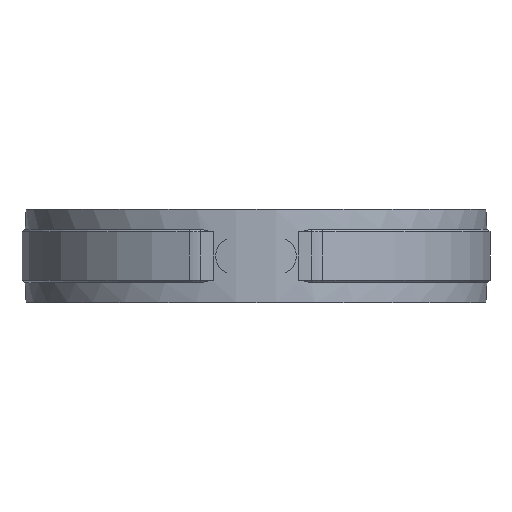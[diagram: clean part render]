
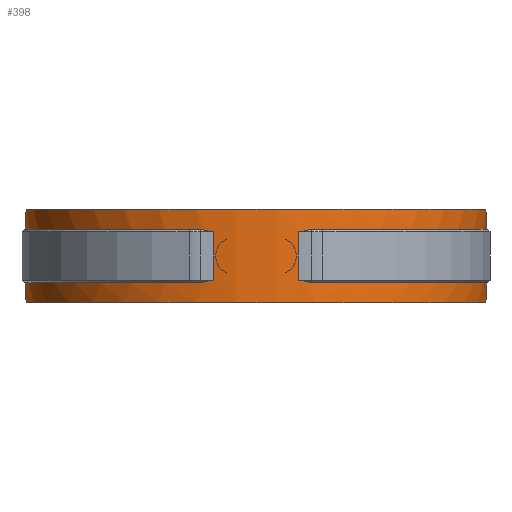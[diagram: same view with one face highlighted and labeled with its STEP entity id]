
A CAD part, front view. The second image highlights one B-rep face of the part: STEP entity #398.
In plain terms, the highlighted cylindrical face has radius 86 mm (diameter 172 mm), a partial arc.
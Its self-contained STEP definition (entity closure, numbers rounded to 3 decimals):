
#398 = ADVANCED_FACE( '', ( #656 ), #657, .T. );
#656 = FACE_OUTER_BOUND( '', #1737, .T. );
#657 = CYLINDRICAL_SURFACE( '', #1738, 86. );
#1737 = EDGE_LOOP( '', ( #4030, #4031, #4032, #4033, #4034, #4035, #4036, #4037, #4038, #4039, #4040, #4041, #4042, #4043, #4044, #4045 ) );
#1738 = AXIS2_PLACEMENT_3D( '', #4046, #4047, #4048 );
#4030 = ORIENTED_EDGE( '', *, *, #4817, .T. );
#4031 = ORIENTED_EDGE( '', *, *, #4818, .T. );
#4032 = ORIENTED_EDGE( '', *, *, #4819, .T. );
#4033 = ORIENTED_EDGE( '', *, *, #4820, .T. );
#4034 = ORIENTED_EDGE( '', *, *, #4821, .T. );
#4035 = ORIENTED_EDGE( '', *, *, #4822, .F. );
#4036 = ORIENTED_EDGE( '', *, *, #4823, .T. );
#4037 = ORIENTED_EDGE( '', *, *, #4824, .F. );
#4038 = ORIENTED_EDGE( '', *, *, #4825, .F. );
#4039 = ORIENTED_EDGE( '', *, *, #4826, .T. );
#4040 = ORIENTED_EDGE( '', *, *, #4827, .T. );
#4041 = ORIENTED_EDGE( '', *, *, #4828, .F. );
#4042 = ORIENTED_EDGE( '', *, *, #4829, .T. );
#4043 = ORIENTED_EDGE( '', *, *, #4830, .F. );
#4044 = ORIENTED_EDGE( '', *, *, #4831, .F. );
#4045 = ORIENTED_EDGE( '', *, *, #4832, .T. );
#4046 = CARTESIAN_POINT( '', ( 0., 0., -33.5 ) );
#4047 = DIRECTION( '', ( 0., 0., -1. ) );
#4048 = DIRECTION( '', ( 0., 1., 0. ) );
#4817 = EDGE_CURVE( '', #5360, #5361, #5362, .T. );
#4818 = EDGE_CURVE( '', #5361, #5363, #5364, .T. );
#4819 = EDGE_CURVE( '', #5363, #5365, #5366, .T. );
#4820 = EDGE_CURVE( '', #5365, #5367, #5368, .T. );
#4821 = EDGE_CURVE( '', #5367, #5369, #5370, .F. );
#4822 = EDGE_CURVE( '', #5371, #5369, #5372, .T. );
#4823 = EDGE_CURVE( '', #5371, #5373, #5374, .T. );
#4824 = EDGE_CURVE( '', #5375, #5373, #5376, .T. );
#4825 = EDGE_CURVE( '', #5377, #5375, #5378, .T. );
#4826 = EDGE_CURVE( '', #5377, #5379, #5380, .T. );
#4827 = EDGE_CURVE( '', #5379, #5381, #5382, .F. );
#4828 = EDGE_CURVE( '', #5383, #5381, #5384, .T. );
#4829 = EDGE_CURVE( '', #5383, #5385, #5386, .T. );
#4830 = EDGE_CURVE( '', #5387, #5385, #5388, .T. );
#4831 = EDGE_CURVE( '', #5389, #5387, #5390, .T. );
#4832 = EDGE_CURVE( '', #5389, #5360, #5391, .T. );
#5360 = VERTEX_POINT( '', #8154 );
#5361 = VERTEX_POINT( '', #8155 );
#5362 = LINE( '', #8156, #8157 );
#5363 = VERTEX_POINT( '', #8158 );
#5364 = CIRCLE( '', #8159, 86. );
#5365 = VERTEX_POINT( '', #8160 );
#5366 = ELLIPSE( '', #8161, 121.622, 86. );
#5367 = VERTEX_POINT( '', #8162 );
#5368 = LINE( '', #8163, #8164 );
#5369 = VERTEX_POINT( '', #8165 );
#5370 = ELLIPSE( '', #8166, 121.622, 86. );
#5371 = VERTEX_POINT( '', #8167 );
#5372 = CIRCLE( '', #8168, 86. );
#5373 = VERTEX_POINT( '', #8169 );
#5374 = LINE( '', #8170, #8171 );
#5375 = VERTEX_POINT( '', #8172 );
#5376 = CIRCLE( '', #8173, 86. );
#5377 = VERTEX_POINT( '', #8174 );
#5378 = LINE( '', #8175, #8176 );
#5379 = VERTEX_POINT( '', #8177 );
#5380 = CIRCLE( '', #8178, 86. );
#5381 = VERTEX_POINT( '', #8179 );
#5382 = ELLIPSE( '', #8180, 121.622, 86. );
#5383 = VERTEX_POINT( '', #8181 );
#5384 = LINE( '', #8182, #8183 );
#5385 = VERTEX_POINT( '', #8184 );
#5386 = ELLIPSE( '', #8185, 121.622, 86. );
#5387 = VERTEX_POINT( '', #8186 );
#5388 = CIRCLE( '', #8187, 86. );
#5389 = VERTEX_POINT( '', #8188 );
#5390 = LINE( '', #8189, #8190 );
#5391 = CIRCLE( '', #8191, 86. );
#8154 = CARTESIAN_POINT( '', ( 8.4, 85.589, -33.5 ) );
#8155 = CARTESIAN_POINT( '', ( 8.4, 85.589, -26. ) );
#8156 = CARTESIAN_POINT( '', ( 8.4, 85.589, -33.5 ) );
#8157 = VECTOR( '', #8853, 1000. );
#8158 = CARTESIAN_POINT( '', ( 20.585, -83.5, -26. ) );
#8159 = AXIS2_PLACEMENT_3D( '', #8854, #8855, #8856 );
#8160 = CARTESIAN_POINT( '', ( 15.992, -84.5, -25. ) );
#8161 = AXIS2_PLACEMENT_3D( '', #8857, #8858, #8859 );
#8162 = CARTESIAN_POINT( '', ( 15.992, -84.5, -7. ) );
#8163 = CARTESIAN_POINT( '', ( 15.992, -84.5, -26. ) );
#8164 = VECTOR( '', #8860, 1000. );
#8165 = CARTESIAN_POINT( '', ( 20.585, -83.5, -6. ) );
#8166 = AXIS2_PLACEMENT_3D( '', #8861, #8862, #8863 );
#8167 = CARTESIAN_POINT( '', ( 8.4, 85.589, -6. ) );
#8168 = AXIS2_PLACEMENT_3D( '', #8864, #8865, #8866 );
#8169 = CARTESIAN_POINT( '', ( 8.4, 85.589, 1.5 ) );
#8170 = CARTESIAN_POINT( '', ( 8.4, 85.589, -33.5 ) );
#8171 = VECTOR( '', #8867, 1000. );
#8172 = CARTESIAN_POINT( '', ( -8.4, 85.589, 1.5 ) );
#8173 = AXIS2_PLACEMENT_3D( '', #8868, #8869, #8870 );
#8174 = CARTESIAN_POINT( '', ( -8.4, 85.589, -6. ) );
#8175 = CARTESIAN_POINT( '', ( -8.4, 85.589, -33.5 ) );
#8176 = VECTOR( '', #8871, 1000. );
#8177 = CARTESIAN_POINT( '', ( -20.585, -83.5, -6. ) );
#8178 = AXIS2_PLACEMENT_3D( '', #8872, #8873, #8874 );
#8179 = CARTESIAN_POINT( '', ( -15.992, -84.5, -7. ) );
#8180 = AXIS2_PLACEMENT_3D( '', #8875, #8876, #8877 );
#8181 = CARTESIAN_POINT( '', ( -15.992, -84.5, -25. ) );
#8182 = CARTESIAN_POINT( '', ( -15.992, -84.5, -26. ) );
#8183 = VECTOR( '', #8878, 1000. );
#8184 = CARTESIAN_POINT( '', ( -20.585, -83.5, -26. ) );
#8185 = AXIS2_PLACEMENT_3D( '', #8879, #8880, #8881 );
#8186 = CARTESIAN_POINT( '', ( -8.4, 85.589, -26. ) );
#8187 = AXIS2_PLACEMENT_3D( '', #8882, #8883, #8884 );
#8188 = CARTESIAN_POINT( '', ( -8.4, 85.589, -33.5 ) );
#8189 = CARTESIAN_POINT( '', ( -8.4, 85.589, -33.5 ) );
#8190 = VECTOR( '', #8885, 1000. );
#8191 = AXIS2_PLACEMENT_3D( '', #8886, #8887, #8888 );
#8853 = DIRECTION( '', ( 0., 0., 1. ) );
#8854 = CARTESIAN_POINT( '', ( 0., 0., -26. ) );
#8855 = DIRECTION( '', ( 0., 0., -1. ) );
#8856 = DIRECTION( '', ( 1., 0., 0. ) );
#8857 = CARTESIAN_POINT( '', ( 0., 0., -109.5 ) );
#8858 = DIRECTION( '', ( 0., -0.707, -0.707 ) );
#8859 = DIRECTION( '', ( 0., -0.707, 0.707 ) );
#8860 = DIRECTION( '', ( 0., 0., 1. ) );
#8861 = CARTESIAN_POINT( '', ( 0., 0., 77.5 ) );
#8862 = DIRECTION( '', ( 0., 0.707, -0.707 ) );
#8863 = DIRECTION( '', ( 0., 0.707, 0.707 ) );
#8864 = CARTESIAN_POINT( '', ( 0., 0., -6. ) );
#8865 = DIRECTION( '', ( 0., 0., -1. ) );
#8866 = DIRECTION( '', ( 1., 0., 0. ) );
#8867 = DIRECTION( '', ( 0., 0., 1. ) );
#8868 = CARTESIAN_POINT( '', ( 0., 0., 1.5 ) );
#8869 = DIRECTION( '', ( 0., 0., 1. ) );
#8870 = DIRECTION( '', ( 1., 0., 0. ) );
#8871 = DIRECTION( '', ( 0., 0., 1. ) );
#8872 = CARTESIAN_POINT( '', ( 0., 0., -6. ) );
#8873 = DIRECTION( '', ( 0., 0., 1. ) );
#8874 = DIRECTION( '', ( 1., 0., 0. ) );
#8875 = CARTESIAN_POINT( '', ( 0., 0., 77.5 ) );
#8876 = DIRECTION( '', ( 0., 0.707, -0.707 ) );
#8877 = DIRECTION( '', ( 0., 0.707, 0.707 ) );
#8878 = DIRECTION( '', ( 0., 0., 1. ) );
#8879 = CARTESIAN_POINT( '', ( 0., 0., -109.5 ) );
#8880 = DIRECTION( '', ( 0., -0.707, -0.707 ) );
#8881 = DIRECTION( '', ( 0., -0.707, 0.707 ) );
#8882 = CARTESIAN_POINT( '', ( 0., 0., -26. ) );
#8883 = DIRECTION( '', ( 0., 0., 1. ) );
#8884 = DIRECTION( '', ( 1., 0., 0. ) );
#8885 = DIRECTION( '', ( 0., 0., 1. ) );
#8886 = CARTESIAN_POINT( '', ( 0., 0., -33.5 ) );
#8887 = DIRECTION( '', ( 0., 0., 1. ) );
#8888 = DIRECTION( '', ( 1., 0., 0. ) );
